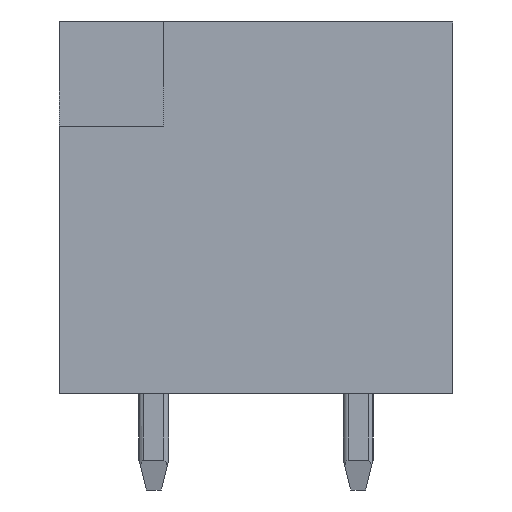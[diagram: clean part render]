
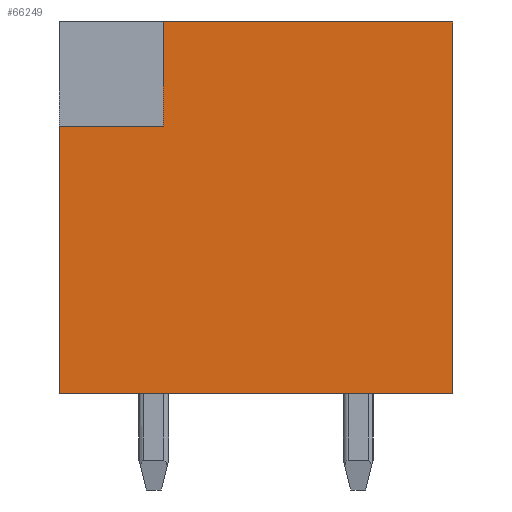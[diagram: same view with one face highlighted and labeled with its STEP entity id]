
A CAD part, left-side view. The second image highlights one B-rep face of the part: STEP entity #66249.
In plain terms, the highlighted planar face has unit normal (-1, 0, 0).
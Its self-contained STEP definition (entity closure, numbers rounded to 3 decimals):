
#9=DIRECTION('',(0.,1.,0.));
#10=VECTOR('',#9,10.6);
#11=CARTESIAN_POINT('',(-84.4,-5.3,-6.3));
#12=LINE('',#11,#10);
#3512=DIRECTION('',(0.,1.,0.));
#3513=VECTOR('',#3512,7.8);
#3514=CARTESIAN_POINT('',(-84.4,-5.3,3.7));
#3515=LINE('',#3514,#3513);
#25644=DIRECTION('',(0.,-1.,0.));
#25645=VECTOR('',#25644,2.8);
#25646=CARTESIAN_POINT('',(-84.4,5.3,0.9));
#25647=LINE('',#25646,#25645);
#25648=DIRECTION('',(0.,0.,-1.));
#25649=VECTOR('',#25648,2.8);
#25650=CARTESIAN_POINT('',(-84.4,2.5,3.7));
#25651=LINE('',#25650,#25649);
#25652=DIRECTION('',(0.,0.,-1.));
#25653=VECTOR('',#25652,10.);
#25654=CARTESIAN_POINT('',(-84.4,-5.3,3.7));
#25655=LINE('',#25654,#25653);
#25660=DIRECTION('',(0.,0.,-1.));
#25661=VECTOR('',#25660,7.2);
#25662=CARTESIAN_POINT('',(-84.4,5.3,0.9));
#25663=LINE('',#25662,#25661);
#32525=CARTESIAN_POINT('',(-84.4,-5.3,-6.3));
#32526=CARTESIAN_POINT('',(-84.4,5.3,-6.3));
#32527=VERTEX_POINT('',#32525);
#32528=VERTEX_POINT('',#32526);
#32529=CARTESIAN_POINT('',(-84.4,-5.3,3.7));
#32530=VERTEX_POINT('',#32529);
#32565=CARTESIAN_POINT('',(-84.4,2.5,0.9));
#32566=VERTEX_POINT('',#32565);
#32569=CARTESIAN_POINT('',(-84.4,5.3,0.9));
#32570=VERTEX_POINT('',#32569);
#32573=CARTESIAN_POINT('',(-84.4,2.5,3.7));
#32574=VERTEX_POINT('',#32573);
#66235=CARTESIAN_POINT('',(-84.4,-5.3,3.7));
#66236=DIRECTION('',(1.,0.,0.));
#66237=DIRECTION('',(0.,1.,0.));
#66238=AXIS2_PLACEMENT_3D('',#66235,#66236,#66237);
#66239=PLANE('',#66238);
#66240=ORIENTED_EDGE('',*,*,#66215,.T.);
#66241=ORIENTED_EDGE('',*,*,#66230,.F.);
#66242=ORIENTED_EDGE('',*,*,#35186,.F.);
#66243=ORIENTED_EDGE('',*,*,#32582,.T.);
#66244=ORIENTED_EDGE('',*,*,#32598,.T.);
#66246=ORIENTED_EDGE('',*,*,#66245,.F.);
#66247=EDGE_LOOP('',(#66240,#66241,#66242,#66243,#66244,#66246));
#66248=FACE_OUTER_BOUND('',#66247,.F.);
#66249=ADVANCED_FACE('',(#66248),#66239,.F.);
#32582=EDGE_CURVE('',#32530,#32527,#25655,.T.);
#32598=EDGE_CURVE('',#32527,#32528,#12,.T.);
#35186=EDGE_CURVE('',#32530,#32574,#3515,.T.);
#66215=EDGE_CURVE('',#32570,#32566,#25647,.T.);
#66230=EDGE_CURVE('',#32574,#32566,#25651,.T.);
#66245=EDGE_CURVE('',#32570,#32528,#25663,.T.);
